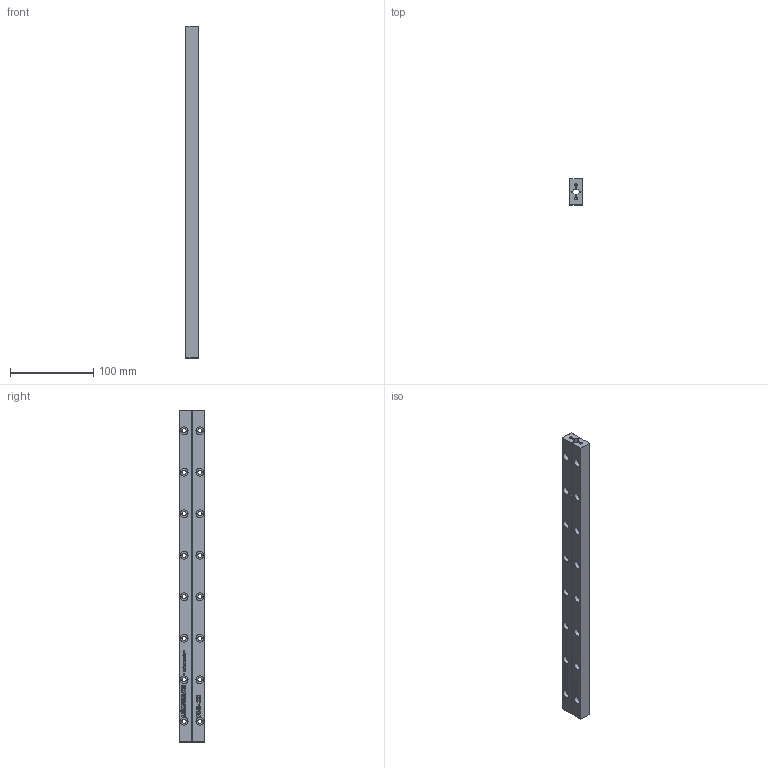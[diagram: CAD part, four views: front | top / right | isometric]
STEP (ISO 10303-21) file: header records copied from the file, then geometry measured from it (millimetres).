
FILE_DESCRIPTION(('FreeCAD Model'),'2;1');
FILE_NAME('RN6-400.step', '2020-08-07T18:05:17',('Author'),(''), 'Open CASCADE STEP processor 6.8','FreeCAD','Unknown');
FILE_SCHEMA(('AUTOMOTIVE_DESIGN_CC2 { 1 2 10303 214 -1 1 5 4 }'));
Length unit declared in the file: millimetre
Products named in the file (2): ASSEMBLY; Schienenpaar
Assembly tree (1 placements, depth 2):
  ASSEMBLY
    Schienenpaar
Bounding box: 15 x 31 x 400 mm (x, y, z)
Volume: 153076.2 mm3; surface area: 57835.4 mm2
Topology: 2 solids, 2 shells, 717 faces, 1900 edges, 1244 vertices
Faces by surface type: extrusion 414, plane 241, cylinder 38, cone 24
Full cylindrical faces by diameter (mm): 3 x4, 5.2 x16, 9.5 x16
Entity records: 47153 total; most frequent: CARTESIAN_POINT 11744, DIRECTION 5104, VECTOR 4246, LINE 3832, ORIENTED_EDGE 3792, PCURVE 3792, DEFINITIONAL_REPRESENTATION 3792, B_SPLINE_CURVE_WITH_KNOTS 2102
